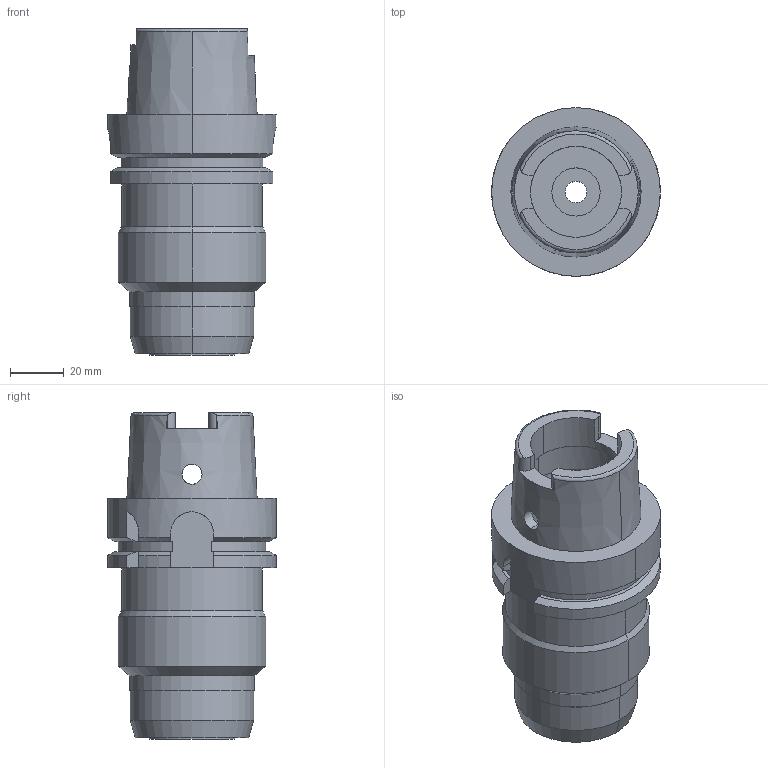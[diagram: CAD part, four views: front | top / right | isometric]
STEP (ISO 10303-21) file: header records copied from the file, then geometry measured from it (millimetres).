
FILE_DESCRIPTION((''),'2;1');
FILE_NAME('HSK-A63-MEGA16DPG-90','2018-01-15T',('ykawabe'),(''),'CREO PARAMETRIC BY PTC INC, 2016380','CREO PARAMETRIC BY PTC INC, 2016380','');
FILE_SCHEMA(('AUTOMOTIVE_DESIGN { 1 0 10303 214 1 1 1 1 }'));
Length unit declared in the file: millimetre
Products named in the file (1): HSK-A63-MEGA16DPG-90
Bounding box: 63 x 63 x 122 mm (x, y, z)
Volume: 199692.6 mm3; surface area: 35155.7 mm2
Topology: 1 solids, 1 shells, 105 faces, 287 edges, 189 vertices
Faces by surface type: cylinder 45, plane 40, cone 16, torus 4
Entity records: 4604 total; most frequent: CARTESIAN_POINT 888, DIRECTION 586, ORIENTED_EDGE 574, PRESENTATION_STYLE_ASSIGNMENT 292, STYLED_ITEM 292, CURVE_STYLE 291, EDGE_CURVE 287, AXIS2_PLACEMENT_3D 229
